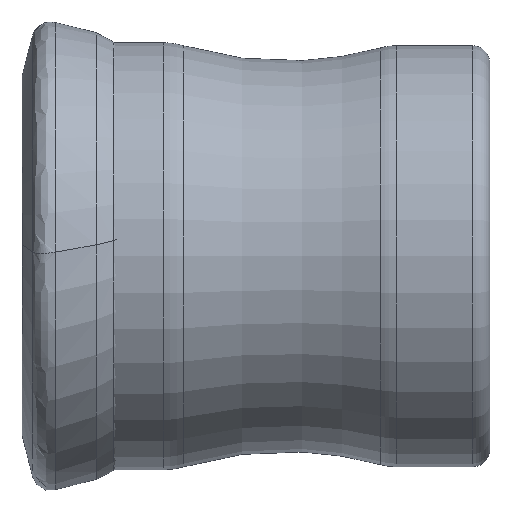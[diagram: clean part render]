
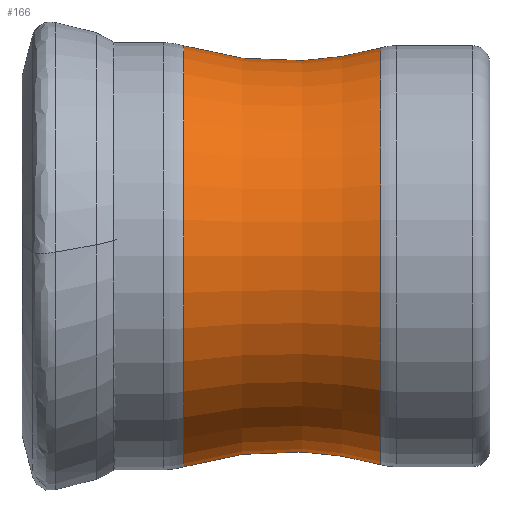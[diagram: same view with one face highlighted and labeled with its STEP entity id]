
A CAD part, front view. The second image highlights one B-rep face of the part: STEP entity #166.
In plain terms, the highlighted toroidal (fillet/blend) face has major radius 46.7 mm and minor radius 30 mm.
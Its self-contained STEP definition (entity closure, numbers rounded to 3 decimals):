
#51=TOROIDAL_SURFACE('',#638,46.7,30.);
#79=FACE_BOUND('',#252,.T.);
#80=FACE_BOUND('',#253,.T.);
#166=ADVANCED_FACE('',(#79,#80),#51,.F.);
#252=EDGE_LOOP('',(#429));
#253=EDGE_LOOP('',(#430));
#302=CIRCLE('',#635,17.992);
#303=CIRCLE('',#637,17.814);
#429=ORIENTED_EDGE('',*,*,#538,.F.);
#430=ORIENTED_EDGE('',*,*,#539,.T.);
#473=VERTEX_POINT('',#1255);
#474=VERTEX_POINT('',#1258);
#538=EDGE_CURVE('',#473,#473,#302,.T.);
#539=EDGE_CURVE('',#474,#474,#303,.T.);
#635=AXIS2_PLACEMENT_3D('',#1254,#779,#780);
#637=AXIS2_PLACEMENT_3D('',#1257,#783,#784);
#638=AXIS2_PLACEMENT_3D('',#1259,#785,#786);
#779=DIRECTION('',(-1.,0.,0.));
#780=DIRECTION('',(0.,0.,1.));
#783=DIRECTION('',(-1.,0.,0.));
#784=DIRECTION('',(0.,0.,1.));
#785=DIRECTION('',(-1.,0.,0.));
#786=DIRECTION('',(0.,0.,1.));
#1254=CARTESIAN_POINT('',(13.841,0.,0.));
#1255=CARTESIAN_POINT('',(13.841,0.,17.992));
#1257=CARTESIAN_POINT('',(30.65,0.,0.));
#1258=CARTESIAN_POINT('',(30.65,0.,17.814));
#1259=CARTESIAN_POINT('',(22.55,0.,0.));
